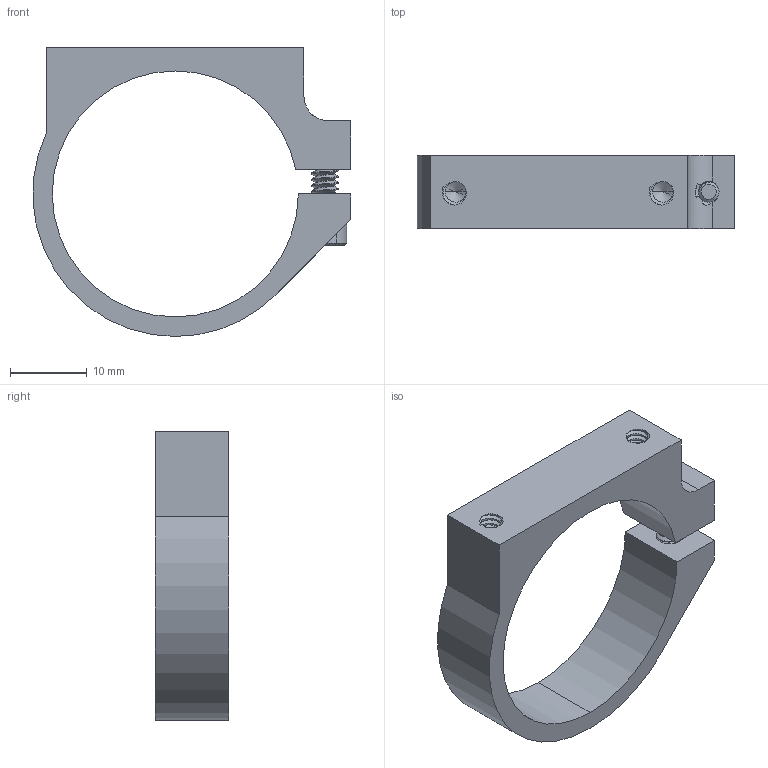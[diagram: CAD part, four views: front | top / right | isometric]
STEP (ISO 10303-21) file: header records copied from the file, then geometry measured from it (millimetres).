
FILE_DESCRIPTION (( 'STEP AP203' ), '1' );
FILE_NAME ('555176 assembly.STEP', '2016-08-18T21:13:55', ( '' ), ( '' ), 'SwSTEP 2.0', 'SolidWorks 2014', '' );
FILE_SCHEMA (( 'CONFIG_CONTROL_DESIGN' ));
Length unit declared in the file: inch
Products named in the file (3): 632114_90128A121; 555176 assembly; 555176
Assembly tree (2 placements, depth 2):
  555176 assembly
    555176
    632114_90128A121
Bounding box: 41.37 x 9.53 x 37.59 mm (x, y, z)
Volume: 4180.9 mm3; surface area: 3942.4 mm2
Topology: 2 solids, 2 shells, 240 faces, 683 edges, 446 vertices
Faces by surface type: cylinder 187, plane 24, cone 19, bspline 10
Entity records: 14348 total; most frequent: CARTESIAN_POINT 8917, ORIENTED_EDGE 1358, DIRECTION 822, EDGE_CURVE 679, VERTEX_POINT 446, AXIS2_PLACEMENT_3D 292, EDGE_LOOP 247, ADVANCED_FACE 240
